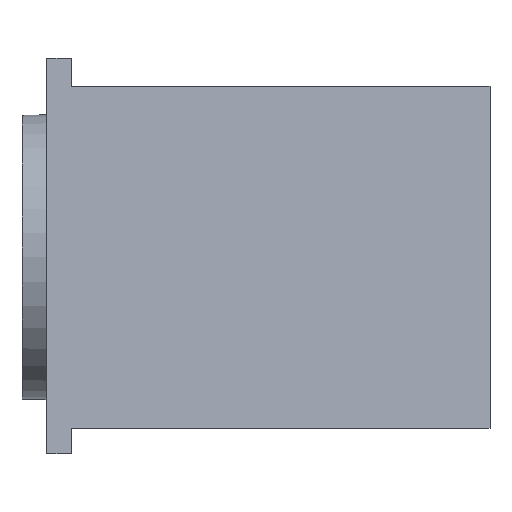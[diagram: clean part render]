
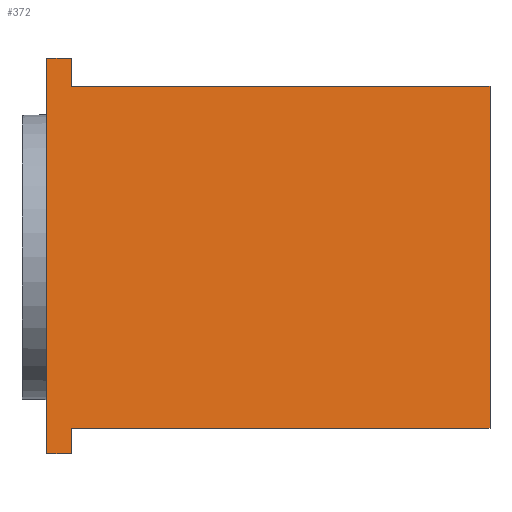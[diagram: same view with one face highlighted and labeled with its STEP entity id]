
A CAD part, left-side view. The second image highlights one B-rep face of the part: STEP entity #372.
In plain terms, the highlighted planar face has unit normal (-0.981, -0.195, 0).
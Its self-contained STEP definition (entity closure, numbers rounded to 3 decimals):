
#30=PLANE('',#417);
#51=FACE_OUTER_BOUND('',#73,.T.);
#73=EDGE_LOOP('',(#342,#343,#344,#345,#346,#347,#348,#349));
#101=LINE('',#715,#133);
#105=LINE('',#727,#137);
#107=LINE('',#731,#139);
#114=LINE('',#749,#146);
#116=LINE('',#753,#148);
#118=LINE('',#756,#150);
#119=LINE('',#759,#151);
#121=LINE('',#762,#153);
#133=VECTOR('',#465,10.);
#137=VECTOR('',#473,10.);
#139=VECTOR('',#477,10.);
#146=VECTOR('',#496,10.);
#148=VECTOR('',#500,10.);
#150=VECTOR('',#504,10.);
#151=VECTOR('',#507,10.);
#153=VECTOR('',#511,10.);
#178=VERTEX_POINT('',#712);
#179=VERTEX_POINT('',#714);
#184=VERTEX_POINT('',#724);
#185=VERTEX_POINT('',#726);
#186=VERTEX_POINT('',#730);
#191=VERTEX_POINT('',#748);
#192=VERTEX_POINT('',#752);
#193=VERTEX_POINT('',#758);
#221=EDGE_CURVE('',#179,#178,#101,.T.);
#227=EDGE_CURVE('',#185,#184,#105,.T.);
#229=EDGE_CURVE('',#186,#179,#107,.T.);
#238=EDGE_CURVE('',#178,#191,#114,.T.);
#240=EDGE_CURVE('',#191,#192,#116,.T.);
#242=EDGE_CURVE('',#192,#185,#118,.T.);
#243=EDGE_CURVE('',#184,#193,#119,.T.);
#245=EDGE_CURVE('',#193,#186,#121,.T.);
#342=ORIENTED_EDGE('',*,*,#242,.T.);
#343=ORIENTED_EDGE('',*,*,#227,.T.);
#344=ORIENTED_EDGE('',*,*,#243,.T.);
#345=ORIENTED_EDGE('',*,*,#245,.T.);
#346=ORIENTED_EDGE('',*,*,#229,.T.);
#347=ORIENTED_EDGE('',*,*,#221,.T.);
#348=ORIENTED_EDGE('',*,*,#238,.T.);
#349=ORIENTED_EDGE('',*,*,#240,.T.);
#372=ADVANCED_FACE('',(#51),#30,.T.);
#417=AXIS2_PLACEMENT_3D('',#763,#512,#513);
#465=DIRECTION('',(0.,0.,1.));
#473=DIRECTION('',(0.,0.,1.));
#477=DIRECTION('',(0.195,-0.981,0.));
#496=DIRECTION('',(0.195,-0.981,0.));
#500=DIRECTION('',(0.,0.,1.));
#504=DIRECTION('',(-0.195,0.981,0.));
#507=DIRECTION('',(-0.195,0.981,0.));
#511=DIRECTION('',(0.,0.,-1.));
#512=DIRECTION('center_axis',(-0.981,-0.195,0.));
#513=DIRECTION('ref_axis',(0.,0.,1.));
#712=CARTESIAN_POINT('',(27.512,61.,3.05));
#714=CARTESIAN_POINT('',(27.512,61.,1.));
#715=CARTESIAN_POINT('',(27.512,61.,17.));
#724=CARTESIAN_POINT('',(27.512,61.,33.));
#726=CARTESIAN_POINT('',(27.512,61.,30.75));
#727=CARTESIAN_POINT('',(27.512,61.,17.));
#730=CARTESIAN_POINT('',(27.115,63.,1.));
#731=CARTESIAN_POINT('',(29.621,50.381,1.));
#748=CARTESIAN_POINT('',(34.237,27.137,3.05));
#749=CARTESIAN_POINT('',(30.633,45.287,3.05));
#752=CARTESIAN_POINT('',(34.237,27.137,30.75));
#753=CARTESIAN_POINT('',(34.237,27.137,24.));
#756=CARTESIAN_POINT('',(30.633,45.287,30.75));
#758=CARTESIAN_POINT('',(27.115,63.,33.));
#759=CARTESIAN_POINT('',(28.483,56.113,33.));
#762=CARTESIAN_POINT('',(27.115,63.,17.));
#763=CARTESIAN_POINT('Origin',(30.573,45.589,17.));
